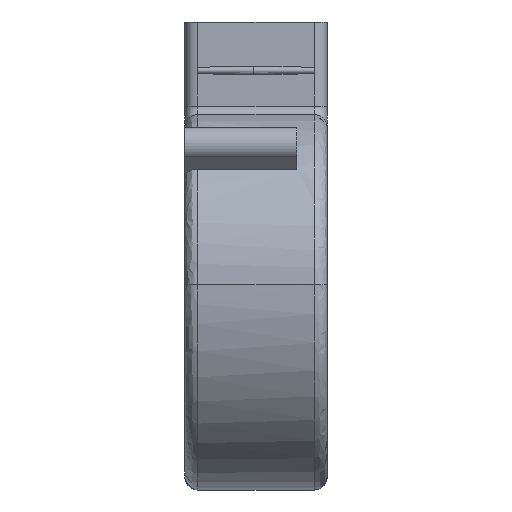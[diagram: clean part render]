
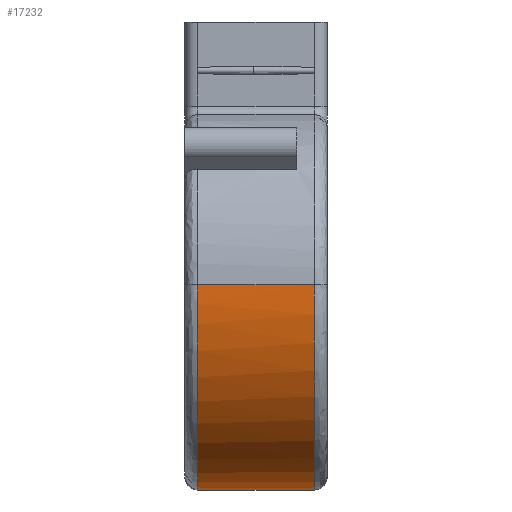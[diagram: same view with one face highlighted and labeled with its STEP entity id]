
A CAD part, left-side view. The second image highlights one B-rep face of the part: STEP entity #17232.
In plain terms, the highlighted face is a extrusion surface.
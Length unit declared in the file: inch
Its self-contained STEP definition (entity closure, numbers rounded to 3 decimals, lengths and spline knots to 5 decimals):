
#4790=CARTESIAN_POINT('',(-54.4,3.,-108.61));
#4937=CARTESIAN_POINT('',(-98.225,3.,-61.));
#4938=CARTESIAN_POINT('',(-98.225,3.,-64.11604));
#4939=CARTESIAN_POINT('',(-97.65999,3.,-70.34812));
#4940=CARTESIAN_POINT('',(-95.15002,3.,-79.33701));
#4941=CARTESIAN_POINT('',(-91.07405,3.,-87.62121));
#4942=CARTESIAN_POINT('',(-85.58872,3.,-94.88237));
#4943=CARTESIAN_POINT('',(-78.90482,3.,-100.84145));
#4944=CARTESIAN_POINT('',(-71.27921,3.,-105.26945));
#4945=CARTESIAN_POINT('',(-63.00495,3.,-107.99619));
#4946=CARTESIAN_POINT('',(-57.26832,3.,-108.61));
#4947=CARTESIAN_POINT('',(-54.4,3.,-108.61));
#4949=DIRECTION('',(0.,1.,0.));
#4950=VECTOR('',#4949,27.);
#4951=CARTESIAN_POINT('',(-54.4,3.,-108.61));
#4952=LINE('',#4951,#4950);
#4953=CARTESIAN_POINT('',(-54.4,30.,-108.61));
#4954=CARTESIAN_POINT('',(-57.26832,30.,-108.61));
#4955=CARTESIAN_POINT('',(-63.00495,30.,-107.99619));
#4956=CARTESIAN_POINT('',(-71.27921,30.,-105.26945));
#4957=CARTESIAN_POINT('',(-78.90482,30.,-100.84145));
#4958=CARTESIAN_POINT('',(-85.58872,30.,-94.88237));
#4959=CARTESIAN_POINT('',(-91.07405,30.,-87.62121));
#4960=CARTESIAN_POINT('',(-95.15002,30.,-79.33701));
#4961=CARTESIAN_POINT('',(-97.65999,30.,-70.34812));
#4962=CARTESIAN_POINT('',(-98.225,30.,-64.11604));
#4963=CARTESIAN_POINT('',(-98.225,30.,-61.));
#5014=DIRECTION('',(0.,1.,0.));
#5015=VECTOR('',#5014,27.);
#5016=CARTESIAN_POINT('',(-98.225,3.,-61.));
#5017=LINE('',#5016,#5015);
#7776=VERTEX_POINT('',#4953);
#7777=VERTEX_POINT('',#4963);
#8306=VERTEX_POINT('',#4790);
#8308=VERTEX_POINT('',#4937);
#17216=CARTESIAN_POINT('',(-54.4,0.,-61.));
#17217=DIRECTION('',(0.,-1.,0.));
#17218=DIRECTION('',(-1.,0.,0.));
#17219=AXIS2_PLACEMENT_3D('',#17216,#17217,#17218);
#17221=DIRECTION('',(0.,1.,0.));
#17222=VECTOR('',#17221,1.);
#17223=SURFACE_OF_LINEAR_EXTRUSION('',#17220,#17222);
#17224=ORIENTED_EDGE('',*,*,#17209,.T.);
#17225=ORIENTED_EDGE('',*,*,#16930,.T.);
#17227=ORIENTED_EDGE('',*,*,#17226,.T.);
#17229=ORIENTED_EDGE('',*,*,#17228,.F.);
#17230=EDGE_LOOP('',(#17224,#17225,#17227,#17229));
#17231=FACE_OUTER_BOUND('',#17230,.F.);
#17232=ADVANCED_FACE('',(#17231),#17223,.F.);
#4948=B_SPLINE_CURVE_WITH_KNOTS('',3,(#4937,#4938,#4939,#4940,#4941,#4942,#4943,
#4944,#4945,#4946,#4947),.UNSPECIFIED.,.F.,.F.,(4,1,1,1,1,1,1,1,4),(0.,
0.125,0.25,0.375,0.5,0.625,0.75,0.875,1.),.UNSPECIFIED.);
#4964=B_SPLINE_CURVE_WITH_KNOTS('',3,(#4953,#4954,#4955,#4956,#4957,#4958,#4959,
#4960,#4961,#4962,#4963),.UNSPECIFIED.,.F.,.F.,(4,1,1,1,1,1,1,1,4),(0.,
0.125,0.25,0.375,0.5,0.625,0.75,0.875,1.),.UNSPECIFIED.);
#16930=EDGE_CURVE('',#8306,#7776,#4952,.T.);
#17209=EDGE_CURVE('',#8308,#8306,#4948,.T.);
#17220=ELLIPSE('',#17219,43.825,47.61);
#17226=EDGE_CURVE('',#7776,#7777,#4964,.T.);
#17228=EDGE_CURVE('',#8308,#7777,#5017,.T.);
